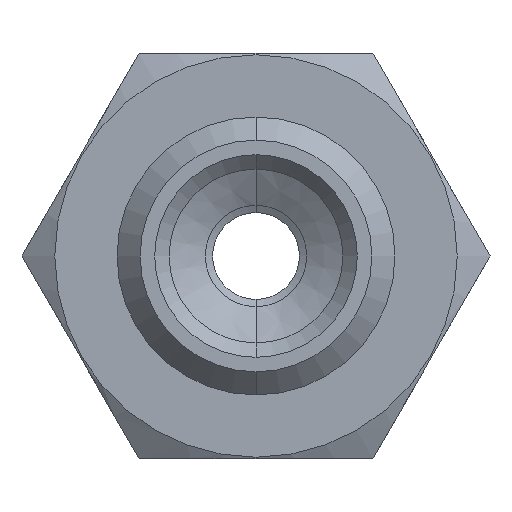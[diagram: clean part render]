
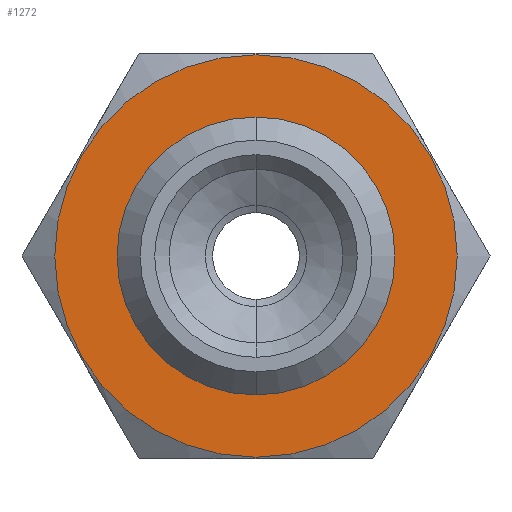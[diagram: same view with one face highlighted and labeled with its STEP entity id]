
A CAD part, front view. The second image highlights one B-rep face of the part: STEP entity #1272.
In plain terms, the highlighted planar face has unit normal (0, -1, 0).
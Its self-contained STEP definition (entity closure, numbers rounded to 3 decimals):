
#58 = ORIENTED_EDGE ( 'NONE', *, *, #757, .T. ) ;
#60 = ORIENTED_EDGE ( 'NONE', *, *, #1710, .T. ) ;
#104 = ORIENTED_EDGE ( 'NONE', *, *, #1709, .F. ) ;
#187 = ORIENTED_EDGE ( 'NONE', *, *, #1783, .F. ) ;
#237 = EDGE_LOOP ( 'NONE', ( #60, #58 ) ) ;
#304 = EDGE_LOOP ( 'NONE', ( #187, #104 ) ) ;
#498 = CARTESIAN_POINT ( 'NONE',  ( 0., 6., 0. ) ) ;
#499 = DIRECTION ( 'NONE',  ( 0., -1., 0. ) ) ;
#500 = DIRECTION ( 'NONE',  ( 0., 0., -1. ) ) ;
#757 = EDGE_CURVE ( 'NONE', #1900, #1838, #1195, .T. ) ;
#914 = CARTESIAN_POINT ( 'NONE',  ( 0., 6., 6.95 ) ) ;
#938 = CARTESIAN_POINT ( 'NONE',  ( 0., 6., -4.8 ) ) ;
#950 = CARTESIAN_POINT ( 'NONE',  ( 0., 6., -6.95 ) ) ;
#951 = CARTESIAN_POINT ( 'NONE',  ( 0., 6., 4.8 ) ) ;
#1094 = CIRCLE ( 'NONE', #1110, 6.95 ) ;
#1096 = AXIS2_PLACEMENT_3D ( 'NONE', #2168, #2169, #2170 ) ;
#1110 = AXIS2_PLACEMENT_3D ( 'NONE', #2171, #2172, #2173 ) ;
#1127 = AXIS2_PLACEMENT_3D ( 'NONE', #1980, #1981, #1982 ) ;
#1132 = CIRCLE ( 'NONE', #1096, 4.8 ) ;
#1185 = AXIS2_PLACEMENT_3D ( 'NONE', #498, #499, #500 ) ;
#1195 = CIRCLE ( 'NONE', #1185, 6.95 ) ;
#1272 = ADVANCED_FACE ( 'NONE', ( #1976, #1977 ), #1978, .T. ) ;
#1541 = CARTESIAN_POINT ( 'NONE',  ( 0., 6., 0. ) ) ;
#1542 = DIRECTION ( 'NONE',  ( 0., -1., 0. ) ) ;
#1543 = DIRECTION ( 'NONE',  ( 0., 0., -1. ) ) ;
#1665 = AXIS2_PLACEMENT_3D ( 'NONE', #1541, #1542, #1543 ) ;
#1667 = CIRCLE ( 'NONE', #1665, 4.8 ) ;
#1709 = EDGE_CURVE ( 'NONE', #1901, #1880, #1132, .T. ) ;
#1710 = EDGE_CURVE ( 'NONE', #1838, #1900, #1094, .T. ) ;
#1783 = EDGE_CURVE ( 'NONE', #1880, #1901, #1667, .T. ) ;
#1838 = VERTEX_POINT ( 'NONE', #914 ) ;
#1880 = VERTEX_POINT ( 'NONE', #938 ) ;
#1900 = VERTEX_POINT ( 'NONE', #950 ) ;
#1901 = VERTEX_POINT ( 'NONE', #951 ) ;
#1976 = FACE_OUTER_BOUND ( 'NONE', #237, .T. ) ;
#1977 = FACE_BOUND ( 'NONE', #304, .T. ) ;
#1978 = PLANE ( 'NONE',  #1127 ) ;
#1980 = CARTESIAN_POINT ( 'NONE',  ( 4.8, 6., 0. ) ) ;
#1981 = DIRECTION ( 'NONE',  ( 0., -1., 0. ) ) ;
#1982 = DIRECTION ( 'NONE',  ( 0., 0., -1. ) ) ;
#2168 = CARTESIAN_POINT ( 'NONE',  ( 0., 6., 0. ) ) ;
#2169 = DIRECTION ( 'NONE',  ( 0., -1., 0. ) ) ;
#2170 = DIRECTION ( 'NONE',  ( 0., 0., -1. ) ) ;
#2171 = CARTESIAN_POINT ( 'NONE',  ( 0., 6., 0. ) ) ;
#2172 = DIRECTION ( 'NONE',  ( 0., -1., 0. ) ) ;
#2173 = DIRECTION ( 'NONE',  ( 0., 0., -1. ) ) ;
